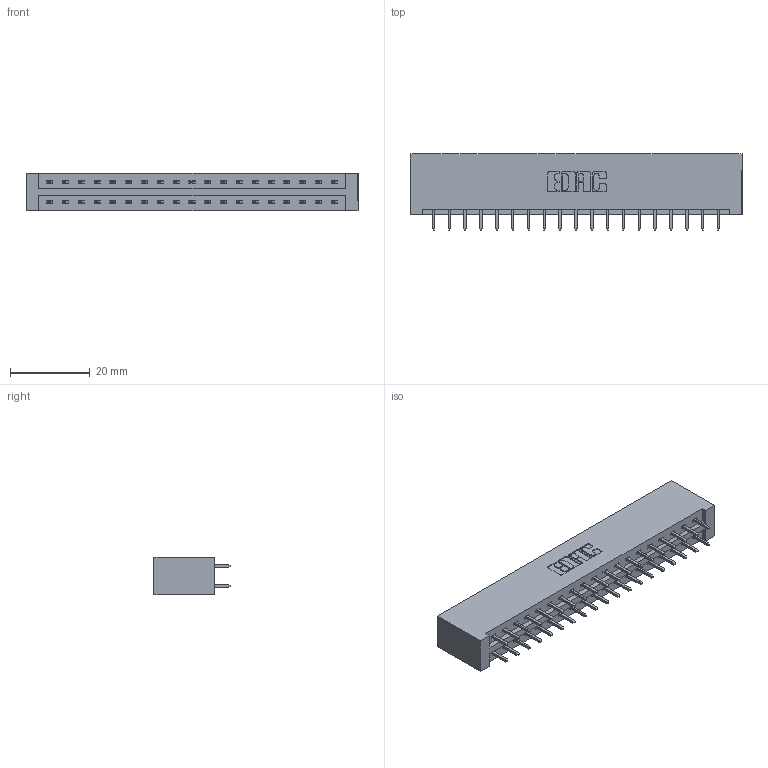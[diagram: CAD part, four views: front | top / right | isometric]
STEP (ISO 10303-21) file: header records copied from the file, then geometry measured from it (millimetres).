
FILE_DESCRIPTION (( 'STEP AP203' ), '1' );
FILE_NAME ('337-038-521-201.STEP', '2018-08-08T02:58:54', ( '' ), ( '' ), 'SwSTEP 2.0', 'SolidWorks 2016', '' );
FILE_SCHEMA (( 'CONFIG_CONTROL_DESIGN' ));
Length unit declared in the file: inch
Products named in the file (3): 337 Part_No Mounting Lugs; 345-292-001_345-293-121; 337-038-521-201
Assembly tree (39 placements, depth 2):
  337-038-521-201
    337 Part_No Mounting Lugs
    345-292-001_345-293-121  x38
Bounding box: 83.16 x 19.06 x 9.4 mm (x, y, z)
Volume: 9203.1 mm3; surface area: 10124.1 mm2
Topology: 39 solids, 39 shells, 2158 faces, 6405 edges, 4218 vertices
Faces by surface type: plane 1510, cylinder 648
Entity records: 17447 total; most frequent: CARTESIAN_POINT 2958, ORIENTED_EDGE 2894, DIRECTION 2551, EDGE_CURVE 1447, VECTOR 1327, LINE 1327, VERTEX_POINT 962, AXIS2_PLACEMENT_3D 612
